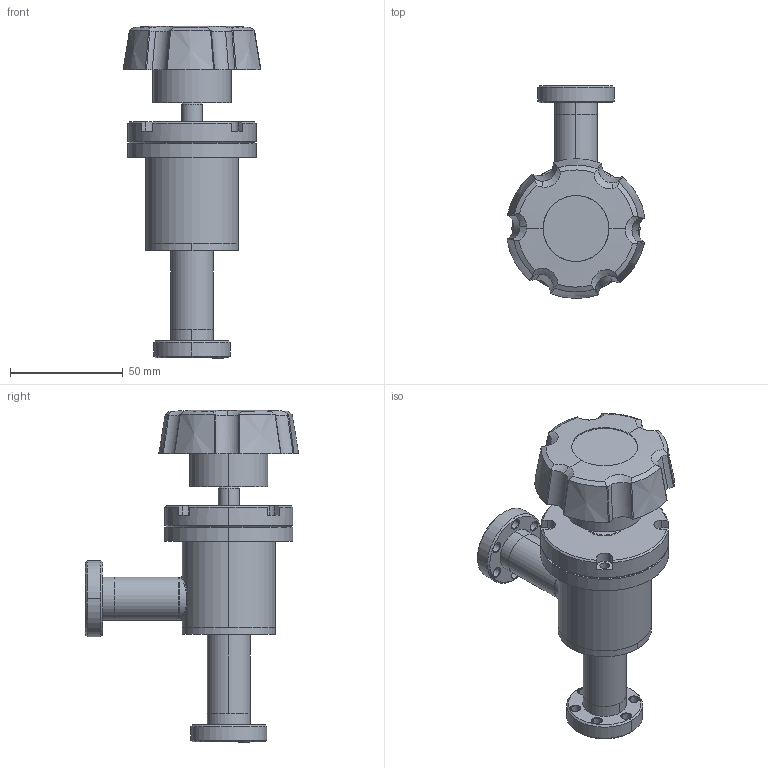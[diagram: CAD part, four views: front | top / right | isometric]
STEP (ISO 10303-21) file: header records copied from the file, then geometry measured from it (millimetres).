
FILE_DESCRIPTION (( 'STEP AP214' ), '1' );
FILE_NAME ('A-750-H-133_ANGLE_VALVE_RIGHT_ANGLE_VITON_BONNET_MANUAL.STEP', '2020-03-19T02:55:49', ( 'admin' ), ( 'Microsoft' ), 'SwSTEP 2.0', 'SolidWorks 2016', '' );
FILE_SCHEMA (( 'AUTOMOTIVE_DESIGN' ));
Length unit declared in the file: inch
Products named in the file (1): A-750-H-133_ANGLE_VALVE_RIGHT_ANGLE_VITON_BONNET_MANUAL
Bounding box: 61.17 x 94.47 x 147.17 mm (x, y, z)
Volume: 96016.5 mm3; surface area: 70000.2 mm2
Topology: 14 solids, 14 shells, 416 faces, 1077 edges, 709 vertices
Faces by surface type: cylinder 167, cone 124, plane 98, bspline 26, sphere 1
Entity records: 16192 total; most frequent: CARTESIAN_POINT 5750, ORIENTED_EDGE 2154, DIRECTION 2142, EDGE_CURVE 1077, AXIS2_PLACEMENT_3D 890, VERTEX_POINT 709, EDGE_LOOP 502, CIRCLE 499
